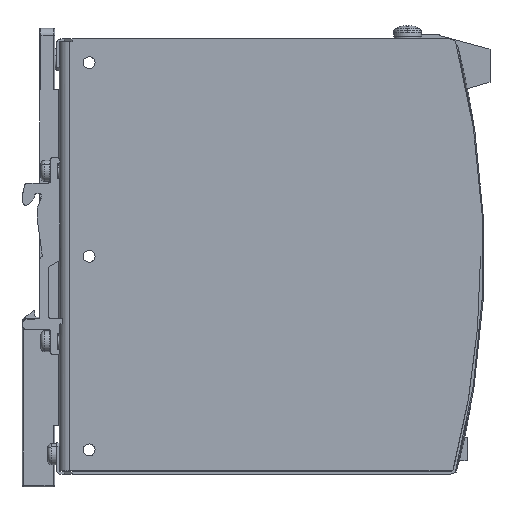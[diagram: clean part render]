
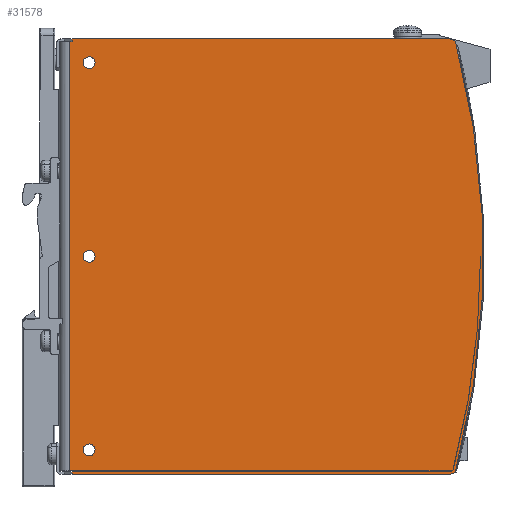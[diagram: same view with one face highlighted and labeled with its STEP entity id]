
A CAD part, front view. The second image highlights one B-rep face of the part: STEP entity #31578.
In plain terms, the highlighted planar face has unit normal (0, -1, 0).
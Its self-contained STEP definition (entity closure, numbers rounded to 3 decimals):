
#814=DIRECTION('',(-1.,0.,0.));
#815=VECTOR('',#814,107.631);
#816=CARTESIAN_POINT('',(111.281,-18.,61.9));
#817=LINE('',#816,#815);
#818=CARTESIAN_POINT('',(111.281,-18.,60.15));
#819=DIRECTION('',(0.,-1.,0.));
#820=DIRECTION('',(0.968,0.,0.252));
#821=AXIS2_PLACEMENT_3D('',#818,#819,#820);
#823=CARTESIAN_POINT('',(-120.,-18.,-0.1));
#824=DIRECTION('',(0.,-1.,0.));
#825=DIRECTION('',(0.968,0.,-0.252));
#826=AXIS2_PLACEMENT_3D('',#823,#824,#825);
#828=CARTESIAN_POINT('',(111.281,-18.,-60.35));
#829=DIRECTION('',(0.,-1.,0.));
#830=DIRECTION('',(0.,0.,-1.));
#831=AXIS2_PLACEMENT_3D('',#828,#829,#830);
#833=DIRECTION('',(1.,0.,0.));
#834=VECTOR('',#833,107.631);
#835=CARTESIAN_POINT('',(3.65,-18.,-62.1));
#836=LINE('',#835,#834);
#837=DIRECTION('',(-1.,0.,0.));
#838=VECTOR('',#837,107.631);
#839=CARTESIAN_POINT('',(111.281,-18.,-61.35));
#840=LINE('',#839,#838);
#841=CARTESIAN_POINT('',(111.281,-18.,-60.35));
#842=DIRECTION('',(0.,1.,0.));
#843=DIRECTION('',(0.6,0.,-0.8));
#844=AXIS2_PLACEMENT_3D('',#841,#842,#843);
#846=DIRECTION('',(1.,0.,0.));
#847=VECTOR('',#846,108.881);
#848=CARTESIAN_POINT('',(3.,-18.,-61.15));
#849=LINE('',#848,#847);
#850=CARTESIAN_POINT('',(-120.,-18.,0.));
#851=DIRECTION('',(0.,-1.,0.));
#852=DIRECTION('',(0.967,0.,-0.253));
#853=AXIS2_PLACEMENT_3D('',#850,#851,#852);
#855=CARTESIAN_POINT('',(111.281,-18.,-60.35));
#856=DIRECTION('',(0.,1.,0.));
#857=DIRECTION('',(0.968,0.,-0.252));
#858=AXIS2_PLACEMENT_3D('',#855,#856,#857);
#860=CARTESIAN_POINT('',(-120.,-18.,-0.1));
#861=DIRECTION('',(0.,1.,0.));
#862=DIRECTION('',(1.,0.,0.));
#863=AXIS2_PLACEMENT_3D('',#860,#861,#862);
#865=CARTESIAN_POINT('',(8.5,-18.,55.15));
#866=DIRECTION('',(0.,1.,0.));
#867=DIRECTION('',(1.,0.,0.));
#868=AXIS2_PLACEMENT_3D('',#865,#866,#867);
#870=CARTESIAN_POINT('',(8.5,-18.,55.15));
#871=DIRECTION('',(0.,1.,0.));
#872=DIRECTION('',(-1.,0.,0.));
#873=AXIS2_PLACEMENT_3D('',#870,#871,#872);
#875=CARTESIAN_POINT('',(8.5,-18.,0.));
#876=DIRECTION('',(0.,1.,0.));
#877=DIRECTION('',(1.,0.,0.));
#878=AXIS2_PLACEMENT_3D('',#875,#876,#877);
#880=CARTESIAN_POINT('',(8.5,-18.,0.));
#881=DIRECTION('',(0.,1.,0.));
#882=DIRECTION('',(-1.,0.,0.));
#883=AXIS2_PLACEMENT_3D('',#880,#881,#882);
#885=CARTESIAN_POINT('',(8.5,-18.,-55.15));
#886=DIRECTION('',(0.,1.,0.));
#887=DIRECTION('',(1.,0.,0.));
#888=AXIS2_PLACEMENT_3D('',#885,#886,#887);
#890=CARTESIAN_POINT('',(8.5,-18.,-55.15));
#891=DIRECTION('',(0.,1.,0.));
#892=DIRECTION('',(-1.,0.,0.));
#893=AXIS2_PLACEMENT_3D('',#890,#891,#892);
#903=DIRECTION('',(1.,0.,0.));
#904=VECTOR('',#903,0.65);
#905=CARTESIAN_POINT('',(3.,-18.,61.15));
#906=LINE('',#905,#904);
#1105=DIRECTION('',(0.,0.,1.));
#1106=VECTOR('',#1105,122.3);
#1107=CARTESIAN_POINT('',(3.,-18.,-61.15));
#1108=LINE('',#1107,#1106);
#4526=DIRECTION('',(0.,0.,1.));
#4527=VECTOR('',#4526,0.75);
#4528=CARTESIAN_POINT('',(3.65,-18.,-62.1));
#4529=LINE('',#4528,#4527);
#12934=DIRECTION('',(0.,0.,1.));
#12935=VECTOR('',#12934,0.75);
#12936=CARTESIAN_POINT('',(3.65,-18.,61.15));
#12937=LINE('',#12936,#12935);
#20324=CARTESIAN_POINT('',(3.,-18.,-61.15));
#20325=CARTESIAN_POINT('',(3.,-18.,61.15));
#20326=VERTEX_POINT('',#20324);
#20327=VERTEX_POINT('',#20325);
#20336=CARTESIAN_POINT('',(6.8,-18.,55.15));
#20338=VERTEX_POINT('',#20336);
#20340=CARTESIAN_POINT('',(10.2,-18.,55.15));
#20341=VERTEX_POINT('',#20340);
#20352=CARTESIAN_POINT('',(6.8,-18.,0.));
#20354=VERTEX_POINT('',#20352);
#20356=CARTESIAN_POINT('',(10.2,-18.,0.));
#20357=VERTEX_POINT('',#20356);
#20368=CARTESIAN_POINT('',(6.8,-18.,-55.15));
#20370=VERTEX_POINT('',#20368);
#20372=CARTESIAN_POINT('',(10.2,-18.,-55.15));
#20373=VERTEX_POINT('',#20372);
#20480=CARTESIAN_POINT('',(112.249,-18.,-60.602));
#20481=VERTEX_POINT('',#20480);
#20492=CARTESIAN_POINT('',(111.281,-18.,-61.35));
#20493=VERTEX_POINT('',#20492);
#20504=CARTESIAN_POINT('',(112.975,-18.,60.591));
#20505=VERTEX_POINT('',#20504);
#20506=CARTESIAN_POINT('',(112.975,-18.,-60.791));
#20507=VERTEX_POINT('',#20506);
#20510=CARTESIAN_POINT('',(111.281,-18.,-62.1));
#20511=VERTEX_POINT('',#20510);
#20536=CARTESIAN_POINT('',(111.281,-18.,61.9));
#20537=VERTEX_POINT('',#20536);
#21640=CARTESIAN_POINT('',(3.65,-18.,61.9));
#21641=VERTEX_POINT('',#21640);
#21642=CARTESIAN_POINT('',(3.65,-18.,-62.1));
#21643=VERTEX_POINT('',#21642);
#21644=CARTESIAN_POINT('',(3.65,-18.,-61.35));
#21645=VERTEX_POINT('',#21644);
#24822=CARTESIAN_POINT('',(120.,-18.,-0.05));
#24824=VERTEX_POINT('',#24822);
#24826=CARTESIAN_POINT('',(112.168,-18.,-60.813));
#24828=VERTEX_POINT('',#24826);
#24846=CARTESIAN_POINT('',(111.881,-18.,-61.15));
#24847=VERTEX_POINT('',#24846);
#24896=CARTESIAN_POINT('',(3.65,-18.,61.15));
#24897=VERTEX_POINT('',#24896);
#31529=CARTESIAN_POINT('',(130.,-18.,-61.15));
#31530=DIRECTION('',(0.,-1.,0.));
#31531=DIRECTION('',(0.,0.,-1.));
#31532=AXIS2_PLACEMENT_3D('',#31529,#31530,#31531);
#31533=PLANE('',#31532);
#31535=ORIENTED_EDGE('',*,*,#31534,.T.);
#31537=ORIENTED_EDGE('',*,*,#31536,.T.);
#31538=ORIENTED_EDGE('',*,*,#28527,.F.);
#31540=ORIENTED_EDGE('',*,*,#31539,.F.);
#31541=ORIENTED_EDGE('',*,*,#28008,.F.);
#31543=ORIENTED_EDGE('',*,*,#31542,.F.);
#31545=ORIENTED_EDGE('',*,*,#31544,.F.);
#31547=ORIENTED_EDGE('',*,*,#31546,.T.);
#31548=ORIENTED_EDGE('',*,*,#26358,.F.);
#31549=ORIENTED_EDGE('',*,*,#31512,.F.);
#31550=ORIENTED_EDGE('',*,*,#31492,.F.);
#31552=ORIENTED_EDGE('',*,*,#31551,.T.);
#31553=EDGE_LOOP('',(#31535,#31537,#31538,#31540,#31541,#31543,#31545,#31547,
#31548,#31549,#31550,#31552));
#31554=FACE_OUTER_BOUND('',#31553,.F.);
#31555=ORIENTED_EDGE('',*,*,#27884,.F.);
#31556=ORIENTED_EDGE('',*,*,#31517,.F.);
#31557=ORIENTED_EDGE('',*,*,#27837,.F.);
#31558=EDGE_LOOP('',(#31555,#31556,#31557));
#31559=FACE_BOUND('',#31558,.F.);
#31561=ORIENTED_EDGE('',*,*,#31560,.F.);
#31563=ORIENTED_EDGE('',*,*,#31562,.F.);
#31564=EDGE_LOOP('',(#31561,#31563));
#31565=FACE_BOUND('',#31564,.F.);
#31567=ORIENTED_EDGE('',*,*,#31566,.F.);
#31569=ORIENTED_EDGE('',*,*,#31568,.F.);
#31570=EDGE_LOOP('',(#31567,#31569));
#31571=FACE_BOUND('',#31570,.F.);
#31573=ORIENTED_EDGE('',*,*,#31572,.F.);
#31575=ORIENTED_EDGE('',*,*,#31574,.F.);
#31576=EDGE_LOOP('',(#31573,#31575));
#31577=FACE_BOUND('',#31576,.F.);
#31578=ADVANCED_FACE('',(#31554,#31559,#31565,#31571,#31577),#31533,.T.);
#822=CIRCLE('',#821,1.75);
#827=CIRCLE('',#826,240.75);
#832=CIRCLE('',#831,1.75);
#845=CIRCLE('',#844,1.);
#854=CIRCLE('',#853,240.);
#859=CIRCLE('',#858,1.);
#864=CIRCLE('',#863,240.);
#869=CIRCLE('',#868,1.7);
#874=CIRCLE('',#873,1.7);
#879=CIRCLE('',#878,1.7);
#884=CIRCLE('',#883,1.7);
#889=CIRCLE('',#888,1.7);
#894=CIRCLE('',#893,1.7);
#26358=EDGE_CURVE('',#20493,#21645,#840,.T.);
#27837=EDGE_CURVE('',#24824,#20481,#864,.T.);
#27884=EDGE_CURVE('',#24828,#24824,#854,.T.);
#28008=EDGE_CURVE('',#20507,#20505,#827,.T.);
#28527=EDGE_CURVE('',#20537,#21641,#817,.T.);
#31492=EDGE_CURVE('',#20326,#24847,#849,.T.);
#31512=EDGE_CURVE('',#24847,#20493,#845,.T.);
#31517=EDGE_CURVE('',#20481,#24828,#859,.T.);
#31534=EDGE_CURVE('',#20327,#24897,#906,.T.);
#31536=EDGE_CURVE('',#24897,#21641,#12937,.T.);
#31539=EDGE_CURVE('',#20505,#20537,#822,.T.);
#31542=EDGE_CURVE('',#20511,#20507,#832,.T.);
#31544=EDGE_CURVE('',#21643,#20511,#836,.T.);
#31546=EDGE_CURVE('',#21643,#21645,#4529,.T.);
#31551=EDGE_CURVE('',#20326,#20327,#1108,.T.);
#31560=EDGE_CURVE('',#20341,#20338,#869,.T.);
#31562=EDGE_CURVE('',#20338,#20341,#874,.T.);
#31566=EDGE_CURVE('',#20357,#20354,#879,.T.);
#31568=EDGE_CURVE('',#20354,#20357,#884,.T.);
#31572=EDGE_CURVE('',#20373,#20370,#889,.T.);
#31574=EDGE_CURVE('',#20370,#20373,#894,.T.);
